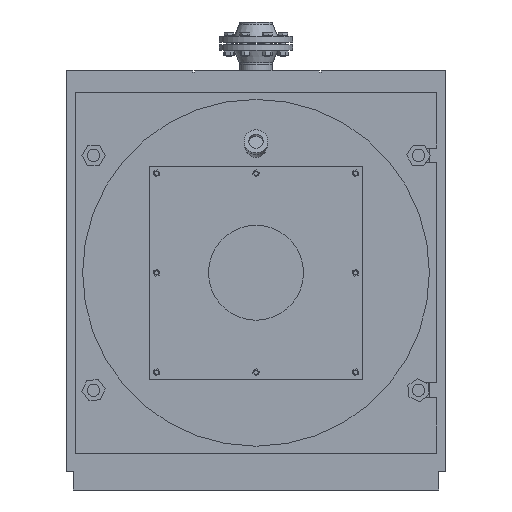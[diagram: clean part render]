
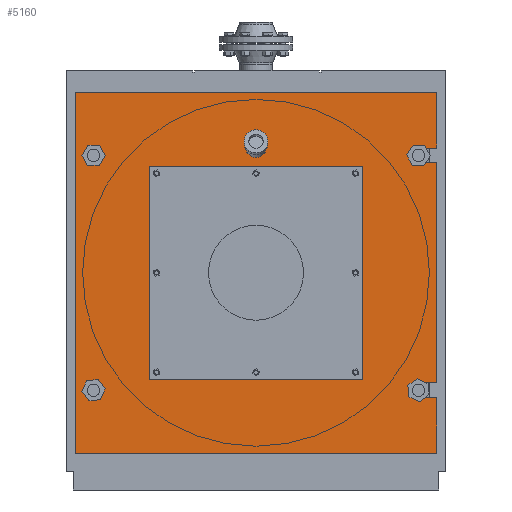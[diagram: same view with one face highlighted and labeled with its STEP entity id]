
A CAD part, front view. The second image highlights one B-rep face of the part: STEP entity #5160.
In plain terms, the highlighted face is planar.
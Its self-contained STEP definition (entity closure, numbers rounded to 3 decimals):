
#184=ELLIPSE('',#5617,29.505,28.5);
#185=ELLIPSE('',#5619,29.505,28.5);
#199=FACE_BOUND('',#934,.T.);
#200=FACE_BOUND('',#935,.T.);
#201=FACE_BOUND('',#936,.T.);
#202=FACE_BOUND('',#937,.T.);
#352=PLANE('',#5661);
#608=FACE_OUTER_BOUND('',#933,.T.);
#933=EDGE_LOOP('',(#4049,#4050,#4051,#4052,#4053,#4054,#4055,#4056,#4057,
#4058,#4059,#4060));
#934=EDGE_LOOP('',(#4061,#4062,#4063));
#935=EDGE_LOOP('',(#4064,#4065,#4066,#4067));
#936=EDGE_LOOP('',(#4068,#4069));
#937=EDGE_LOOP('',(#4070,#4071));
#1241=CIRCLE('',#5642,20.);
#1242=CIRCLE('',#5643,20.);
#1245=CIRCLE('',#5648,20.);
#1246=CIRCLE('',#5651,20.);
#1247=CIRCLE('',#5652,20.);
#1250=CIRCLE('',#5657,20.);
#1598=LINE('',#8233,#2075);
#1606=LINE('',#8308,#2083);
#1610=LINE('',#8320,#2087);
#1615=LINE('',#8337,#2092);
#1619=LINE('',#8349,#2096);
#1623=LINE('',#8356,#2100);
#1625=LINE('',#8359,#2102);
#1626=LINE('',#8362,#2103);
#1627=LINE('',#8364,#2104);
#1628=LINE('',#8366,#2105);
#1629=LINE('',#8367,#2106);
#1630=LINE('',#8370,#2107);
#1631=LINE('',#8372,#2108);
#1632=LINE('',#8374,#2109);
#1633=LINE('',#8375,#2110);
#2075=VECTOR('',#6504,10.);
#2083=VECTOR('',#6562,10.);
#2087=VECTOR('',#6574,10.);
#2092=VECTOR('',#6589,10.);
#2096=VECTOR('',#6601,10.);
#2100=VECTOR('',#6607,10.);
#2102=VECTOR('',#6611,10.);
#2103=VECTOR('',#6614,10.);
#2104=VECTOR('',#6615,10.);
#2105=VECTOR('',#6616,10.);
#2106=VECTOR('',#6617,10.);
#2107=VECTOR('',#6618,10.);
#2108=VECTOR('',#6619,10.);
#2109=VECTOR('',#6620,10.);
#2110=VECTOR('',#6621,10.);
#2526=VERTEX_POINT('',#8225);
#2527=VERTEX_POINT('',#8227);
#2528=VERTEX_POINT('',#8229);
#2536=VERTEX_POINT('',#8294);
#2537=VERTEX_POINT('',#8295);
#2541=VERTEX_POINT('',#8305);
#2542=VERTEX_POINT('',#8307);
#2544=VERTEX_POINT('',#8313);
#2546=VERTEX_POINT('',#8319);
#2547=VERTEX_POINT('',#8323);
#2548=VERTEX_POINT('',#8324);
#2552=VERTEX_POINT('',#8334);
#2553=VERTEX_POINT('',#8336);
#2555=VERTEX_POINT('',#8342);
#2557=VERTEX_POINT('',#8348);
#2559=VERTEX_POINT('',#8354);
#2560=VERTEX_POINT('',#8361);
#2561=VERTEX_POINT('',#8363);
#2562=VERTEX_POINT('',#8365);
#2563=VERTEX_POINT('',#8368);
#2564=VERTEX_POINT('',#8369);
#2565=VERTEX_POINT('',#8371);
#2566=VERTEX_POINT('',#8373);
#3082=EDGE_CURVE('',#2527,#2526,#184,.T.);
#3084=EDGE_CURVE('',#2526,#2528,#185,.T.);
#3085=EDGE_CURVE('',#2528,#2527,#1598,.T.);
#3101=EDGE_CURVE('',#2536,#2537,#1241,.T.);
#3102=EDGE_CURVE('',#2537,#2536,#1242,.T.);
#3107=EDGE_CURVE('',#2542,#2541,#1606,.T.);
#3110=EDGE_CURVE('',#2544,#2542,#1245,.T.);
#3113=EDGE_CURVE('',#2546,#2544,#1610,.T.);
#3115=EDGE_CURVE('',#2547,#2548,#1246,.T.);
#3116=EDGE_CURVE('',#2548,#2547,#1247,.T.);
#3121=EDGE_CURVE('',#2553,#2552,#1615,.T.);
#3124=EDGE_CURVE('',#2555,#2553,#1250,.T.);
#3127=EDGE_CURVE('',#2557,#2555,#1619,.T.);
#3131=EDGE_CURVE('',#2552,#2559,#1623,.T.);
#3133=EDGE_CURVE('',#2541,#2557,#1625,.T.);
#3134=EDGE_CURVE('',#2559,#2560,#1626,.T.);
#3135=EDGE_CURVE('',#2560,#2561,#1627,.T.);
#3136=EDGE_CURVE('',#2561,#2562,#1628,.T.);
#3137=EDGE_CURVE('',#2562,#2546,#1629,.T.);
#3138=EDGE_CURVE('',#2563,#2564,#1630,.T.);
#3139=EDGE_CURVE('',#2564,#2565,#1631,.T.);
#3140=EDGE_CURVE('',#2565,#2566,#1632,.T.);
#3141=EDGE_CURVE('',#2566,#2563,#1633,.T.);
#4049=ORIENTED_EDGE('',*,*,#3113,.T.);
#4050=ORIENTED_EDGE('',*,*,#3110,.T.);
#4051=ORIENTED_EDGE('',*,*,#3107,.T.);
#4052=ORIENTED_EDGE('',*,*,#3133,.T.);
#4053=ORIENTED_EDGE('',*,*,#3127,.T.);
#4054=ORIENTED_EDGE('',*,*,#3124,.T.);
#4055=ORIENTED_EDGE('',*,*,#3121,.T.);
#4056=ORIENTED_EDGE('',*,*,#3131,.T.);
#4057=ORIENTED_EDGE('',*,*,#3134,.T.);
#4058=ORIENTED_EDGE('',*,*,#3135,.T.);
#4059=ORIENTED_EDGE('',*,*,#3136,.T.);
#4060=ORIENTED_EDGE('',*,*,#3137,.T.);
#4061=ORIENTED_EDGE('',*,*,#3082,.T.);
#4062=ORIENTED_EDGE('',*,*,#3084,.T.);
#4063=ORIENTED_EDGE('',*,*,#3085,.T.);
#4064=ORIENTED_EDGE('',*,*,#3138,.T.);
#4065=ORIENTED_EDGE('',*,*,#3139,.T.);
#4066=ORIENTED_EDGE('',*,*,#3140,.T.);
#4067=ORIENTED_EDGE('',*,*,#3141,.T.);
#4068=ORIENTED_EDGE('',*,*,#3115,.T.);
#4069=ORIENTED_EDGE('',*,*,#3116,.T.);
#4070=ORIENTED_EDGE('',*,*,#3101,.T.);
#4071=ORIENTED_EDGE('',*,*,#3102,.T.);
#5160=ADVANCED_FACE('',(#608,#199,#200,#201,#202),#352,.T.);
#5617=AXIS2_PLACEMENT_3D('',#8228,#6496,#6497);
#5619=AXIS2_PLACEMENT_3D('',#8231,#6500,#6501);
#5642=AXIS2_PLACEMENT_3D('',#8296,#6551,#6552);
#5643=AXIS2_PLACEMENT_3D('',#8297,#6553,#6554);
#5648=AXIS2_PLACEMENT_3D('',#8314,#6568,#6569);
#5651=AXIS2_PLACEMENT_3D('',#8325,#6578,#6579);
#5652=AXIS2_PLACEMENT_3D('',#8326,#6580,#6581);
#5657=AXIS2_PLACEMENT_3D('',#8343,#6595,#6596);
#5661=AXIS2_PLACEMENT_3D('',#8360,#6612,#6613);
#6496=DIRECTION('center_axis',(0.,0.,-1.));
#6497=DIRECTION('ref_axis',(0.,-1.,0.));
#6500=DIRECTION('center_axis',(0.,0.,-1.));
#6501=DIRECTION('ref_axis',(0.,-1.,0.));
#6504=DIRECTION('',(-1.,0.,0.));
#6551=DIRECTION('center_axis',(0.,0.,-1.));
#6552=DIRECTION('ref_axis',(1.,0.,0.));
#6553=DIRECTION('center_axis',(0.,0.,-1.));
#6554=DIRECTION('ref_axis',(1.,0.,0.));
#6562=DIRECTION('',(1.,0.,0.));
#6568=DIRECTION('center_axis',(0.,0.,-1.));
#6569=DIRECTION('ref_axis',(0.,1.,0.));
#6574=DIRECTION('',(-1.,0.,0.));
#6578=DIRECTION('center_axis',(0.,0.,-1.));
#6579=DIRECTION('ref_axis',(1.,0.,0.));
#6580=DIRECTION('center_axis',(0.,0.,-1.));
#6581=DIRECTION('ref_axis',(1.,0.,0.));
#6589=DIRECTION('',(1.,0.,0.));
#6595=DIRECTION('center_axis',(0.,0.,-1.));
#6596=DIRECTION('ref_axis',(0.,1.,0.));
#6601=DIRECTION('',(-1.,0.,0.));
#6607=DIRECTION('',(0.,1.,0.));
#6611=DIRECTION('',(0.,1.,0.));
#6612=DIRECTION('center_axis',(0.,0.,1.));
#6613=DIRECTION('ref_axis',(1.,0.,0.));
#6614=DIRECTION('',(-1.,0.,0.));
#6615=DIRECTION('',(0.,-1.,0.));
#6616=DIRECTION('',(1.,0.,0.));
#6617=DIRECTION('',(0.,1.,0.));
#6618=DIRECTION('',(0.,-1.,0.));
#6619=DIRECTION('',(-1.,0.,0.));
#6620=DIRECTION('',(0.,1.,0.));
#6621=DIRECTION('',(1.,0.,0.));
#8225=CARTESIAN_POINT('',(-491.5,939.264,188.7));
#8227=CARTESIAN_POINT('',(-544.852,924.821,188.7));
#8228=CARTESIAN_POINT('Origin',(-520.,939.264,188.7));
#8229=CARTESIAN_POINT('',(-495.148,924.821,188.7));
#8231=CARTESIAN_POINT('Origin',(-520.,939.264,188.7));
#8233=CARTESIAN_POINT('',(-520.,924.821,188.7));
#8294=CARTESIAN_POINT('',(-945.,916.667,188.7));
#8295=CARTESIAN_POINT('',(-985.,916.667,188.7));
#8296=CARTESIAN_POINT('Origin',(-965.,916.667,188.7));
#8297=CARTESIAN_POINT('Origin',(-965.,916.667,188.7));
#8305=CARTESIAN_POINT('',(-25.,293.333,188.7));
#8307=CARTESIAN_POINT('',(-75.,293.333,188.7));
#8308=CARTESIAN_POINT('',(-297.5,293.333,188.7));
#8313=CARTESIAN_POINT('',(-75.,253.333,188.7));
#8314=CARTESIAN_POINT('Origin',(-75.,273.333,188.7));
#8319=CARTESIAN_POINT('',(-25.,253.333,188.7));
#8320=CARTESIAN_POINT('',(-272.5,253.333,188.7));
#8323=CARTESIAN_POINT('',(-945.,273.333,188.7));
#8324=CARTESIAN_POINT('',(-985.,273.333,188.7));
#8325=CARTESIAN_POINT('Origin',(-965.,273.333,188.7));
#8326=CARTESIAN_POINT('Origin',(-965.,273.333,188.7));
#8334=CARTESIAN_POINT('',(-25.,936.667,188.7));
#8336=CARTESIAN_POINT('',(-75.,936.667,188.7));
#8337=CARTESIAN_POINT('',(-297.5,936.667,188.7));
#8342=CARTESIAN_POINT('',(-75.,896.667,188.7));
#8343=CARTESIAN_POINT('Origin',(-75.,916.667,188.7));
#8348=CARTESIAN_POINT('',(-25.,896.667,188.7));
#8349=CARTESIAN_POINT('',(-272.5,896.667,188.7));
#8354=CARTESIAN_POINT('',(-25.,1090.,188.7));
#8356=CARTESIAN_POINT('',(-25.,100.,188.7));
#8359=CARTESIAN_POINT('',(-25.,100.,188.7));
#8360=CARTESIAN_POINT('Origin',(-520.,595.,188.7));
#8361=CARTESIAN_POINT('',(-1015.,1090.,188.7));
#8362=CARTESIAN_POINT('',(-25.,1090.,188.7));
#8363=CARTESIAN_POINT('',(-1015.,100.,188.7));
#8364=CARTESIAN_POINT('',(-1015.,1090.,188.7));
#8365=CARTESIAN_POINT('',(-25.,100.,188.7));
#8366=CARTESIAN_POINT('',(-1015.,100.,188.7));
#8367=CARTESIAN_POINT('',(-25.,100.,188.7));
#8368=CARTESIAN_POINT('',(-227.5,887.5,188.7));
#8369=CARTESIAN_POINT('',(-227.5,302.5,188.7));
#8370=CARTESIAN_POINT('',(-227.5,448.75,188.7));
#8371=CARTESIAN_POINT('',(-812.5,302.5,188.7));
#8372=CARTESIAN_POINT('',(-666.25,302.5,188.7));
#8373=CARTESIAN_POINT('',(-812.5,887.5,188.7));
#8374=CARTESIAN_POINT('',(-812.5,741.25,188.7));
#8375=CARTESIAN_POINT('',(-373.75,887.5,188.7));
